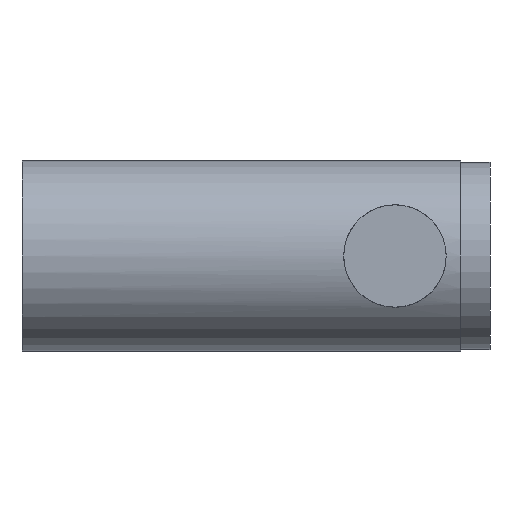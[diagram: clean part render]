
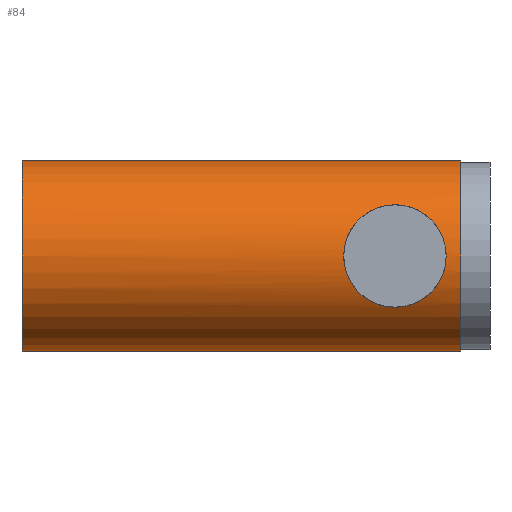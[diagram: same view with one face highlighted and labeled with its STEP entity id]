
A CAD part, front view. The second image highlights one B-rep face of the part: STEP entity #84.
In plain terms, the highlighted cylindrical face has radius 3.25 mm (diameter 6.5 mm), a full revolution.
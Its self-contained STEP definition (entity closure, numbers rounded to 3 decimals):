
#17=FACE_BOUND($,#33,.T.);
#18=FACE_BOUND($,#34,.T.);
#22=B_SPLINE_CURVE_WITH_KNOTS($,3,(#138,#139,#140,#141,#142,#143,#144,#145,
#146,#147,#148,#149,#150,#151,#152,#153,#154,#155),.UNSPECIFIED.,.F.,.F.,
(4,2,2,2,2,2,2,2,4),(-0.81,-0.743,-0.675,
-0.608,-0.54,-0.473,-0.405,
-0.337,-0.27),.UNSPECIFIED.);
#23=B_SPLINE_CURVE_WITH_KNOTS($,3,(#157,#158,#159,#160,#161,#162,#163,#164,
#165,#166),.UNSPECIFIED.,.F.,.F.,(4,2,2,2,4),(-0.27,-0.203,
-0.135,-0.068,0.),.UNSPECIFIED.);
#24=B_SPLINE_CURVE_WITH_KNOTS($,3,(#167,#168,#169,#170,#171,#172,#173,#174,
#175,#176),.UNSPECIFIED.,.F.,.F.,(4,2,2,2,4),(-1.08,-1.013,
-0.945,-0.878,-0.81),.UNSPECIFIED.);
#25=FACE_OUTER_BOUND($,#32,.T.);
#32=EDGE_LOOP($,(#65));
#33=EDGE_LOOP($,(#66,#67,#68));
#34=EDGE_LOOP($,(#69));
#44=CIRCLE($,#95,3.25);
#45=CIRCLE($,#96,3.25);
#49=VERTEX_POINT($,#134);
#50=VERTEX_POINT($,#136);
#51=VERTEX_POINT($,#137);
#52=VERTEX_POINT($,#156);
#53=VERTEX_POINT($,#177);
#57=EDGE_CURVE($,#49,#49,#44,.T.);
#58=EDGE_CURVE($,#50,#51,#22,.T.);
#59=EDGE_CURVE($,#51,#52,#23,.T.);
#60=EDGE_CURVE($,#52,#50,#24,.T.);
#61=EDGE_CURVE($,#53,#53,#45,.T.);
#65=ORIENTED_EDGE($,*,*,#57,.F.);
#66=ORIENTED_EDGE($,*,*,#58,.T.);
#67=ORIENTED_EDGE($,*,*,#59,.T.);
#68=ORIENTED_EDGE($,*,*,#60,.T.);
#69=ORIENTED_EDGE($,*,*,#61,.F.);
#81=CYLINDRICAL_SURFACE($,#94,3.25);
#84=ADVANCED_FACE($,(#25,#17,#18),#81,.T.);
#94=AXIS2_PLACEMENT_3D($,#133,#108,#109);
#95=AXIS2_PLACEMENT_3D($,#135,#110,#111);
#96=AXIS2_PLACEMENT_3D($,#178,#112,#113);
#108=DIRECTION('center_axis',(1.,0.,0.));
#109=DIRECTION('ref_axis',(0.,1.,0.));
#110=DIRECTION('center_axis',(-1.,0.,0.));
#111=DIRECTION('ref_axis',(0.,1.,0.));
#112=DIRECTION('center_axis',(1.,0.,0.));
#113=DIRECTION('ref_axis',(0.,1.,0.));
#133=CARTESIAN_POINT('Origin',(7.5,0.,0.));
#134=CARTESIAN_POINT('',(0.,-3.25,0.));
#135=CARTESIAN_POINT('Origin',(0.,0.,0.));
#136=CARTESIAN_POINT('',(11.,-3.25,0.));
#137=CARTESIAN_POINT('',(14.5,-3.25,0.));
#138=CARTESIAN_POINT('Ctrl Pts',(11.,-3.25,0.));
#139=CARTESIAN_POINT('Ctrl Pts',(11.,-3.25,0.225));
#140=CARTESIAN_POINT('Ctrl Pts',(11.046,-3.225,0.461));
#141=CARTESIAN_POINT('Ctrl Pts',(11.226,-3.133,0.891));
#142=CARTESIAN_POINT('Ctrl Pts',(11.36,-3.068,1.085));
#143=CARTESIAN_POINT('Ctrl Pts',(11.666,-2.942,1.391));
#144=CARTESIAN_POINT('Ctrl Pts',(11.859,-2.872,1.524));
#145=CARTESIAN_POINT('Ctrl Pts',(12.288,-2.769,1.704));
#146=CARTESIAN_POINT('Ctrl Pts',(12.524,-2.739,1.75));
#147=CARTESIAN_POINT('Ctrl Pts',(12.976,-2.739,1.75));
#148=CARTESIAN_POINT('Ctrl Pts',(13.212,-2.769,1.704));
#149=CARTESIAN_POINT('Ctrl Pts',(13.641,-2.872,1.524));
#150=CARTESIAN_POINT('Ctrl Pts',(13.834,-2.942,1.391));
#151=CARTESIAN_POINT('Ctrl Pts',(14.14,-3.068,1.085));
#152=CARTESIAN_POINT('Ctrl Pts',(14.274,-3.133,0.891));
#153=CARTESIAN_POINT('Ctrl Pts',(14.454,-3.225,0.461));
#154=CARTESIAN_POINT('Ctrl Pts',(14.5,-3.25,0.225));
#155=CARTESIAN_POINT('Ctrl Pts',(14.5,-3.25,0.));
#156=CARTESIAN_POINT('',(12.75,-2.739,-1.75));
#157=CARTESIAN_POINT('Ctrl Pts',(14.5,-3.25,0.));
#158=CARTESIAN_POINT('Ctrl Pts',(14.5,-3.25,-0.225));
#159=CARTESIAN_POINT('Ctrl Pts',(14.454,-3.225,-0.461));
#160=CARTESIAN_POINT('Ctrl Pts',(14.274,-3.133,-0.891));
#161=CARTESIAN_POINT('Ctrl Pts',(14.14,-3.068,-1.085));
#162=CARTESIAN_POINT('Ctrl Pts',(13.834,-2.942,-1.391));
#163=CARTESIAN_POINT('Ctrl Pts',(13.641,-2.872,-1.524));
#164=CARTESIAN_POINT('Ctrl Pts',(13.212,-2.769,-1.704));
#165=CARTESIAN_POINT('Ctrl Pts',(12.976,-2.739,-1.75));
#166=CARTESIAN_POINT('Ctrl Pts',(12.75,-2.739,-1.75));
#167=CARTESIAN_POINT('Ctrl Pts',(12.75,-2.739,-1.75));
#168=CARTESIAN_POINT('Ctrl Pts',(12.524,-2.739,-1.75));
#169=CARTESIAN_POINT('Ctrl Pts',(12.288,-2.769,-1.704));
#170=CARTESIAN_POINT('Ctrl Pts',(11.859,-2.872,-1.524));
#171=CARTESIAN_POINT('Ctrl Pts',(11.666,-2.942,-1.391));
#172=CARTESIAN_POINT('Ctrl Pts',(11.36,-3.068,-1.085));
#173=CARTESIAN_POINT('Ctrl Pts',(11.226,-3.133,-0.891));
#174=CARTESIAN_POINT('Ctrl Pts',(11.046,-3.225,-0.461));
#175=CARTESIAN_POINT('Ctrl Pts',(11.,-3.25,-0.225));
#176=CARTESIAN_POINT('Ctrl Pts',(11.,-3.25,0.));
#177=CARTESIAN_POINT('',(15.,-3.25,0.));
#178=CARTESIAN_POINT('Origin',(15.,0.,0.));
